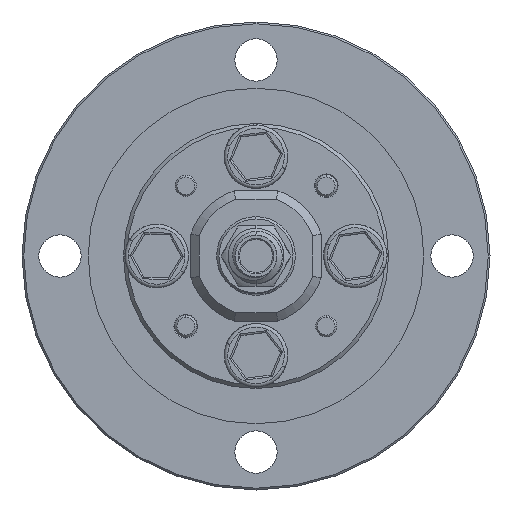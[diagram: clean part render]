
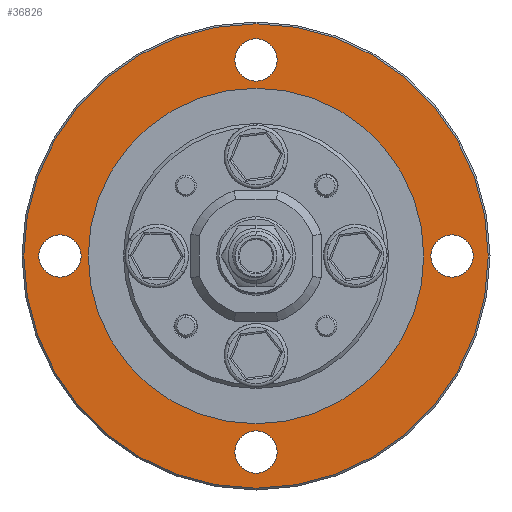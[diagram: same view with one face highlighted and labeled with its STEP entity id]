
A CAD part, left-side view. The second image highlights one B-rep face of the part: STEP entity #36826.
In plain terms, the highlighted planar face has unit normal (-1, 0, 0).
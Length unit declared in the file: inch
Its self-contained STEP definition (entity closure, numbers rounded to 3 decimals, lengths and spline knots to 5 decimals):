
#183 = CARTESIAN_POINT ( 'NONE',  ( 0.67994, 0.22216, 0.12077 ) ) ;
#213 = EDGE_LOOP ( 'NONE', ( #8452, #12397 ) ) ;
#568 = VERTEX_POINT ( 'NONE', #25358 ) ;
#594 = FACE_BOUND ( 'NONE', #213, .T. ) ;
#795 = CARTESIAN_POINT ( 'NONE',  ( 0.67994, 0.77716, 0.12077 ) ) ;
#1024 = FACE_BOUND ( 'NONE', #28666, .T. ) ;
#1106 = DIRECTION ( 'NONE',  ( 0., 0., 1. ) ) ;
#1246 = EDGE_CURVE ( 'NONE', #30723, #8994, #17121, .T. ) ;
#1335 = PLANE ( 'NONE',  #36321 ) ;
#1671 = CARTESIAN_POINT ( 'NONE',  ( 0.67994, 0.22216, -0.35423 ) ) ;
#1788 = AXIS2_PLACEMENT_3D ( 'NONE', #20057, #6273, #28856 ) ;
#2190 = AXIS2_PLACEMENT_3D ( 'NONE', #795, #12534, #29206 ) ;
#3194 = CARTESIAN_POINT ( 'NONE',  ( 0.67994, 0.77716, 0.18077 ) ) ;
#3397 = DIRECTION ( 'NONE',  ( 0., 0., 1. ) ) ;
#3648 = CARTESIAN_POINT ( 'NONE',  ( 0.67994, 0.77716, 0.12077 ) ) ;
#3725 = VERTEX_POINT ( 'NONE', #34811 ) ;
#3868 = DIRECTION ( 'NONE',  ( -1., 0., 0. ) ) ;
#3874 = CIRCLE ( 'NONE', #2190, 0.06 ) ;
#5175 = DIRECTION ( 'NONE',  ( -1., 0., 0. ) ) ;
#6273 = DIRECTION ( 'NONE',  ( -1., 0., 0. ) ) ;
#6671 = AXIS2_PLACEMENT_3D ( 'NONE', #28017, #7935, #31029 ) ;
#6803 = EDGE_CURVE ( 'NONE', #3725, #8415, #31183, .T. ) ;
#7517 = EDGE_LOOP ( 'NONE', ( #15559, #21970 ) ) ;
#7935 = DIRECTION ( 'NONE',  ( -1., 0., 0. ) ) ;
#8216 = CARTESIAN_POINT ( 'NONE',  ( 0.67994, -0.33284, 0.06077 ) ) ;
#8352 = EDGE_CURVE ( 'NONE', #8994, #30723, #22991, .T. ) ;
#8415 = VERTEX_POINT ( 'NONE', #30731 ) ;
#8452 = ORIENTED_EDGE ( 'NONE', *, *, #26985, .F. ) ;
#8994 = VERTEX_POINT ( 'NONE', #1671 ) ;
#9447 = CARTESIAN_POINT ( 'NONE',  ( 0.67994, -0.33284, 0.18077 ) ) ;
#9603 = AXIS2_PLACEMENT_3D ( 'NONE', #18415, #3868, #35409 ) ;
#9794 = AXIS2_PLACEMENT_3D ( 'NONE', #3648, #32675, #32176 ) ;
#10483 = FACE_BOUND ( 'NONE', #31902, .T. ) ;
#10633 = DIRECTION ( 'NONE',  ( -1., 0., 0. ) ) ;
#10635 = EDGE_LOOP ( 'NONE', ( #31916, #36292 ) ) ;
#10866 = DIRECTION ( 'NONE',  ( 0., 0., 1. ) ) ;
#11129 = VERTEX_POINT ( 'NONE', #9447 ) ;
#11584 = EDGE_CURVE ( 'NONE', #28773, #21259, #3874, .T. ) ;
#12397 = ORIENTED_EDGE ( 'NONE', *, *, #11584, .F. ) ;
#12534 = DIRECTION ( 'NONE',  ( -1., 0., 0. ) ) ;
#13300 = AXIS2_PLACEMENT_3D ( 'NONE', #31929, #14369, #3397 ) ;
#13389 = DIRECTION ( 'NONE',  ( 0., 0., 1. ) ) ;
#13578 = CIRCLE ( 'NONE', #34007, 0.6575 ) ;
#13796 = CIRCLE ( 'NONE', #9794, 0.06 ) ;
#13964 = AXIS2_PLACEMENT_3D ( 'NONE', #33105, #10633, #36389 ) ;
#14210 = EDGE_CURVE ( 'NONE', #34292, #25551, #17275, .T. ) ;
#14369 = DIRECTION ( 'NONE',  ( -1., 0., 0. ) ) ;
#14594 = ORIENTED_EDGE ( 'NONE', *, *, #20681, .F. ) ;
#14825 = CARTESIAN_POINT ( 'NONE',  ( 0.67994, 0.22216, -0.53673 ) ) ;
#15559 = ORIENTED_EDGE ( 'NONE', *, *, #1246, .F. ) ;
#15568 = DIRECTION ( 'NONE',  ( 0., 0., 1. ) ) ;
#16884 = CARTESIAN_POINT ( 'NONE',  ( 0.67994, -0.33284, 0.12077 ) ) ;
#17121 = CIRCLE ( 'NONE', #6671, 0.475 ) ;
#17275 = CIRCLE ( 'NONE', #13964, 0.6575 ) ;
#17445 = AXIS2_PLACEMENT_3D ( 'NONE', #32663, #18325, #1106 ) ;
#18127 = FACE_BOUND ( 'NONE', #10635, .T. ) ;
#18325 = DIRECTION ( 'NONE',  ( -1., 0., 0. ) ) ;
#18415 = CARTESIAN_POINT ( 'NONE',  ( 0.67994, 0.22216, 0.12077 ) ) ;
#19278 = AXIS2_PLACEMENT_3D ( 'NONE', #16884, #30951, #10866 ) ;
#19934 = VERTEX_POINT ( 'NONE', #25096 ) ;
#20003 = CIRCLE ( 'NONE', #37273, 0.06 ) ;
#20057 = CARTESIAN_POINT ( 'NONE',  ( 0.67994, 0.22216, 0.67577 ) ) ;
#20288 = DIRECTION ( 'NONE',  ( 0., 0., 1. ) ) ;
#20547 = CARTESIAN_POINT ( 'NONE',  ( 0.67994, 0.22216, -0.43423 ) ) ;
#20673 = DIRECTION ( 'NONE',  ( 0., 0., 1. ) ) ;
#20681 = EDGE_CURVE ( 'NONE', #11129, #21814, #34046, .T. ) ;
#21259 = VERTEX_POINT ( 'NONE', #26061 ) ;
#21438 = DIRECTION ( 'NONE',  ( -1., 0., 0. ) ) ;
#21814 = VERTEX_POINT ( 'NONE', #8216 ) ;
#21970 = ORIENTED_EDGE ( 'NONE', *, *, #8352, .F. ) ;
#22238 = CARTESIAN_POINT ( 'NONE',  ( 0.67994, 0.22216, -0.43423 ) ) ;
#22296 = CIRCLE ( 'NONE', #1788, 0.06 ) ;
#22640 = EDGE_CURVE ( 'NONE', #25551, #34292, #13578, .T. ) ;
#22814 = ORIENTED_EDGE ( 'NONE', *, *, #14210, .T. ) ;
#22933 = EDGE_CURVE ( 'NONE', #21814, #11129, #27009, .T. ) ;
#22991 = CIRCLE ( 'NONE', #9603, 0.475 ) ;
#23602 = ORIENTED_EDGE ( 'NONE', *, *, #28465, .F. ) ;
#25096 = CARTESIAN_POINT ( 'NONE',  ( 0.67994, 0.22216, -0.37423 ) ) ;
#25333 = CIRCLE ( 'NONE', #25442, 0.06 ) ;
#25358 = CARTESIAN_POINT ( 'NONE',  ( 0.67994, 0.22216, -0.49423 ) ) ;
#25442 = AXIS2_PLACEMENT_3D ( 'NONE', #20547, #29228, #20673 ) ;
#25551 = VERTEX_POINT ( 'NONE', #29564 ) ;
#25742 = FACE_OUTER_BOUND ( 'NONE', #36494, .T. ) ;
#26061 = CARTESIAN_POINT ( 'NONE',  ( 0.67994, 0.77716, 0.06077 ) ) ;
#26985 = EDGE_CURVE ( 'NONE', #21259, #28773, #13796, .T. ) ;
#27009 = CIRCLE ( 'NONE', #19278, 0.06 ) ;
#27605 = EDGE_CURVE ( 'NONE', #19934, #568, #20003, .T. ) ;
#28017 = CARTESIAN_POINT ( 'NONE',  ( 0.67994, 0.22216, 0.12077 ) ) ;
#28465 = EDGE_CURVE ( 'NONE', #568, #19934, #25333, .T. ) ;
#28666 = EDGE_LOOP ( 'NONE', ( #30291, #14594 ) ) ;
#28720 = DIRECTION ( 'NONE',  ( -1., 0., 0. ) ) ;
#28773 = VERTEX_POINT ( 'NONE', #3194 ) ;
#28856 = DIRECTION ( 'NONE',  ( 0., 0., 1. ) ) ;
#29206 = DIRECTION ( 'NONE',  ( 0., 0., 1. ) ) ;
#29228 = DIRECTION ( 'NONE',  ( -1., 0., 0. ) ) ;
#29564 = CARTESIAN_POINT ( 'NONE',  ( 0.67994, 0.22216, 0.77827 ) ) ;
#29745 = CARTESIAN_POINT ( 'NONE',  ( 0.67994, 0.59716, 0.12077 ) ) ;
#30291 = ORIENTED_EDGE ( 'NONE', *, *, #22933, .F. ) ;
#30701 = FACE_BOUND ( 'NONE', #7517, .T. ) ;
#30723 = VERTEX_POINT ( 'NONE', #35542 ) ;
#30731 = CARTESIAN_POINT ( 'NONE',  ( 0.67994, 0.22216, 0.73577 ) ) ;
#30951 = DIRECTION ( 'NONE',  ( -1., 0., 0. ) ) ;
#31029 = DIRECTION ( 'NONE',  ( 0., 0., 1. ) ) ;
#31183 = CIRCLE ( 'NONE', #17445, 0.06 ) ;
#31902 = EDGE_LOOP ( 'NONE', ( #23602, #34651 ) ) ;
#31916 = ORIENTED_EDGE ( 'NONE', *, *, #6803, .F. ) ;
#31929 = CARTESIAN_POINT ( 'NONE',  ( 0.67994, -0.33284, 0.12077 ) ) ;
#32176 = DIRECTION ( 'NONE',  ( 0., 0., 1. ) ) ;
#32663 = CARTESIAN_POINT ( 'NONE',  ( 0.67994, 0.22216, 0.67577 ) ) ;
#32675 = DIRECTION ( 'NONE',  ( -1., 0., 0. ) ) ;
#33105 = CARTESIAN_POINT ( 'NONE',  ( 0.67994, 0.22216, 0.12077 ) ) ;
#33594 = ORIENTED_EDGE ( 'NONE', *, *, #22640, .T. ) ;
#34007 = AXIS2_PLACEMENT_3D ( 'NONE', #183, #28720, #20288 ) ;
#34046 = CIRCLE ( 'NONE', #13300, 0.06 ) ;
#34292 = VERTEX_POINT ( 'NONE', #14825 ) ;
#34338 = EDGE_CURVE ( 'NONE', #8415, #3725, #22296, .T. ) ;
#34651 = ORIENTED_EDGE ( 'NONE', *, *, #27605, .F. ) ;
#34811 = CARTESIAN_POINT ( 'NONE',  ( 0.67994, 0.22216, 0.61577 ) ) ;
#35409 = DIRECTION ( 'NONE',  ( 0., 0., 1. ) ) ;
#35542 = CARTESIAN_POINT ( 'NONE',  ( 0.67994, 0.22216, 0.59577 ) ) ;
#36292 = ORIENTED_EDGE ( 'NONE', *, *, #34338, .F. ) ;
#36321 = AXIS2_PLACEMENT_3D ( 'NONE', #29745, #21438, #15568 ) ;
#36389 = DIRECTION ( 'NONE',  ( 0., 0., 1. ) ) ;
#36494 = EDGE_LOOP ( 'NONE', ( #22814, #33594 ) ) ;
#36826 = ADVANCED_FACE ( 'NONE', ( #25742, #10483, #1024, #18127, #594, #30701 ), #1335, .T. ) ;
#37273 = AXIS2_PLACEMENT_3D ( 'NONE', #22238, #5175, #13389 ) ;
